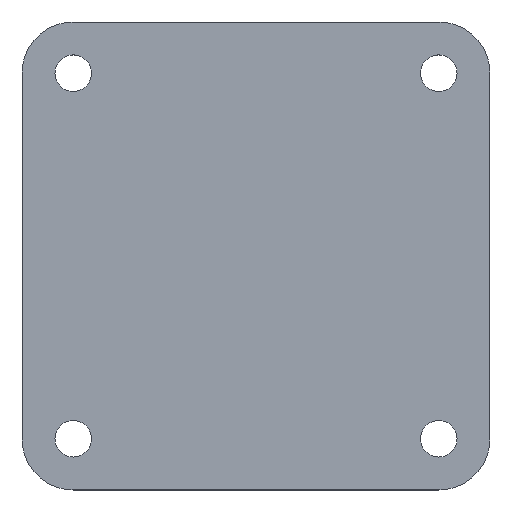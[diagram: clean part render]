
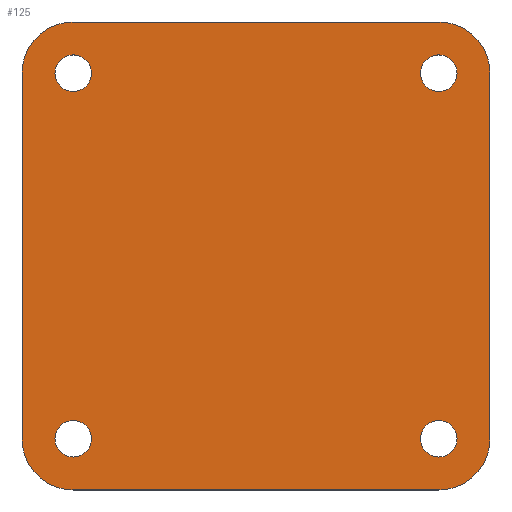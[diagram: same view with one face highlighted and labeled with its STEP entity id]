
A CAD part, top view. The second image highlights one B-rep face of the part: STEP entity #125.
In plain terms, the highlighted planar face has unit normal (0, 0, 1).
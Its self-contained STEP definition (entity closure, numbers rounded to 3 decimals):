
#3 = VECTOR ( 'NONE', #62, 1000. ) ;
#6 = CARTESIAN_POINT ( 'NONE',  ( -25., 0., 0.3 ) ) ;
#10 = EDGE_CURVE ( 'NONE', #411, #411, #444, .T. ) ;
#14 = ORIENTED_EDGE ( 'NONE', *, *, #24, .T. ) ;
#16 = FACE_OUTER_BOUND ( 'NONE', #258, .T. ) ;
#24 = EDGE_CURVE ( 'NONE', #28, #281, #347, .T. ) ;
#25 = CARTESIAN_POINT ( 'NONE',  ( 25., 64., 0.3 ) ) ;
#28 = VERTEX_POINT ( 'NONE', #118 ) ;
#32 = DIRECTION ( 'NONE',  ( 1., 0., 0. ) ) ;
#44 = AXIS2_PLACEMENT_3D ( 'NONE', #350, #134, #387 ) ;
#48 = ORIENTED_EDGE ( 'NONE', *, *, #349, .T. ) ;
#50 = CARTESIAN_POINT ( 'NONE',  ( -25., 64., 0.3 ) ) ;
#55 = CARTESIAN_POINT ( 'NONE',  ( 27.5, 57., 0.3 ) ) ;
#56 = ORIENTED_EDGE ( 'NONE', *, *, #375, .F. ) ;
#58 = CARTESIAN_POINT ( 'NONE',  ( 32., 7., 0.3 ) ) ;
#62 = DIRECTION ( 'NONE',  ( 1., 0., 0. ) ) ;
#66 = CARTESIAN_POINT ( 'NONE',  ( 32., 7., 0.3 ) ) ;
#68 = DIRECTION ( 'NONE',  ( -1., 0., 0. ) ) ;
#73 = EDGE_CURVE ( 'NONE', #281, #447, #380, .T. ) ;
#76 = EDGE_CURVE ( 'NONE', #447, #197, #193, .T. ) ;
#79 = DIRECTION ( 'NONE',  ( 0., 0., 1. ) ) ;
#87 = CARTESIAN_POINT ( 'NONE',  ( -22.5, 7., 0.3 ) ) ;
#88 = DIRECTION ( 'NONE',  ( 0., 0., 1. ) ) ;
#91 = PLANE ( 'NONE',  #269 ) ;
#95 = AXIS2_PLACEMENT_3D ( 'NONE', #172, #426, #214 ) ;
#97 = ORIENTED_EDGE ( 'NONE', *, *, #76, .T. ) ;
#104 = FACE_BOUND ( 'NONE', #305, .T. ) ;
#108 = VERTEX_POINT ( 'NONE', #371 ) ;
#110 = VECTOR ( 'NONE', #68, 1000. ) ;
#116 = VECTOR ( 'NONE', #149, 1000. ) ;
#117 = AXIS2_PLACEMENT_3D ( 'NONE', #467, #257, #32 ) ;
#118 = CARTESIAN_POINT ( 'NONE',  ( -32., 7., 0.3 ) ) ;
#120 = ORIENTED_EDGE ( 'NONE', *, *, #181, .T. ) ;
#124 = EDGE_CURVE ( 'NONE', #197, #191, #395, .T. ) ;
#125 = ADVANCED_FACE ( 'NONE', ( #311, #104, #16, #223, #410 ), #91, .T. ) ;
#134 = DIRECTION ( 'NONE',  ( 0., 0., 1. ) ) ;
#149 = DIRECTION ( 'NONE',  ( 0., -1., 0. ) ) ;
#150 = AXIS2_PLACEMENT_3D ( 'NONE', #302, #79, #336 ) ;
#160 = DIRECTION ( 'NONE',  ( 0., 0., 1. ) ) ;
#162 = VERTEX_POINT ( 'NONE', #25 ) ;
#164 = DIRECTION ( 'NONE',  ( 0., 0., 1. ) ) ;
#165 = CARTESIAN_POINT ( 'NONE',  ( -22.5, 57., 0.3 ) ) ;
#167 = AXIS2_PLACEMENT_3D ( 'NONE', #202, #450, #243 ) ;
#172 = CARTESIAN_POINT ( 'NONE',  ( -25., 7., 0.3 ) ) ;
#177 = EDGE_LOOP ( 'NONE', ( #270 ) ) ;
#179 = DIRECTION ( 'NONE',  ( 0., 0., 1. ) ) ;
#181 = EDGE_CURVE ( 'NONE', #191, #162, #235, .T. ) ;
#191 = VERTEX_POINT ( 'NONE', #286 ) ;
#193 = CIRCLE ( 'NONE', #199, 7. ) ;
#197 = VERTEX_POINT ( 'NONE', #66 ) ;
#199 = AXIS2_PLACEMENT_3D ( 'NONE', #392, #179, #431 ) ;
#202 = CARTESIAN_POINT ( 'NONE',  ( -25., 57., 0.3 ) ) ;
#205 = CIRCLE ( 'NONE', #225, 7. ) ;
#214 = DIRECTION ( 'NONE',  ( 1., 0., 0. ) ) ;
#215 = LINE ( 'NONE', #222, #110 ) ;
#222 = CARTESIAN_POINT ( 'NONE',  ( 25., 64., 0.3 ) ) ;
#223 = FACE_BOUND ( 'NONE', #177, .T. ) ;
#225 = AXIS2_PLACEMENT_3D ( 'NONE', #376, #164, #279 ) ;
#228 = ORIENTED_EDGE ( 'NONE', *, *, #340, .F. ) ;
#235 = CIRCLE ( 'NONE', #289, 7. ) ;
#239 = VERTEX_POINT ( 'NONE', #50 ) ;
#243 = DIRECTION ( 'NONE',  ( 1., 0., 0. ) ) ;
#257 = DIRECTION ( 'NONE',  ( 0., 0., 1. ) ) ;
#258 = EDGE_LOOP ( 'NONE', ( #97, #303, #120, #48, #341, #275, #14, #439 ) ) ;
#269 = AXIS2_PLACEMENT_3D ( 'NONE', #313, #88, #344 ) ;
#270 = ORIENTED_EDGE ( 'NONE', *, *, #317, .F. ) ;
#275 = ORIENTED_EDGE ( 'NONE', *, *, #446, .T. ) ;
#278 = DIRECTION ( 'NONE',  ( 0., 1., 0. ) ) ;
#279 = DIRECTION ( 'NONE',  ( 1., 0., 0. ) ) ;
#281 = VERTEX_POINT ( 'NONE', #331 ) ;
#282 = CIRCLE ( 'NONE', #117, 2.5 ) ;
#286 = CARTESIAN_POINT ( 'NONE',  ( 32., 57., 0.3 ) ) ;
#289 = AXIS2_PLACEMENT_3D ( 'NONE', #370, #160, #348 ) ;
#294 = CIRCLE ( 'NONE', #44, 2.5 ) ;
#297 = VERTEX_POINT ( 'NONE', #377 ) ;
#298 = EDGE_LOOP ( 'NONE', ( #432 ) ) ;
#299 = VECTOR ( 'NONE', #278, 1000. ) ;
#302 = CARTESIAN_POINT ( 'NONE',  ( -25., 7., 0.3 ) ) ;
#303 = ORIENTED_EDGE ( 'NONE', *, *, #124, .T. ) ;
#305 = EDGE_LOOP ( 'NONE', ( #56 ) ) ;
#311 = FACE_BOUND ( 'NONE', #298, .T. ) ;
#312 = LINE ( 'NONE', #361, #116 ) ;
#313 = CARTESIAN_POINT ( 'NONE',  ( 25., 7., 0.3 ) ) ;
#316 = CIRCLE ( 'NONE', #167, 2.5 ) ;
#317 = EDGE_CURVE ( 'NONE', #404, #404, #294, .T. ) ;
#328 = CARTESIAN_POINT ( 'NONE',  ( 25., 0., 0.3 ) ) ;
#331 = CARTESIAN_POINT ( 'NONE',  ( -25., 0., 0.3 ) ) ;
#336 = DIRECTION ( 'NONE',  ( 1., 0., 0. ) ) ;
#340 = EDGE_CURVE ( 'NONE', #297, #297, #282, .T. ) ;
#341 = ORIENTED_EDGE ( 'NONE', *, *, #401, .T. ) ;
#344 = DIRECTION ( 'NONE',  ( 1., 0., 0. ) ) ;
#345 = VERTEX_POINT ( 'NONE', #165 ) ;
#347 = CIRCLE ( 'NONE', #150, 7. ) ;
#348 = DIRECTION ( 'NONE',  ( 1., 0., 0. ) ) ;
#349 = EDGE_CURVE ( 'NONE', #162, #239, #215, .T. ) ;
#350 = CARTESIAN_POINT ( 'NONE',  ( 25., 57., 0.3 ) ) ;
#361 = CARTESIAN_POINT ( 'NONE',  ( -32., 57., 0.3 ) ) ;
#370 = CARTESIAN_POINT ( 'NONE',  ( 25., 57., 0.3 ) ) ;
#371 = CARTESIAN_POINT ( 'NONE',  ( -32., 57., 0.3 ) ) ;
#375 = EDGE_CURVE ( 'NONE', #345, #345, #316, .T. ) ;
#376 = CARTESIAN_POINT ( 'NONE',  ( -25., 57., 0.3 ) ) ;
#377 = CARTESIAN_POINT ( 'NONE',  ( 27.5, 7., 0.3 ) ) ;
#380 = LINE ( 'NONE', #6, #3 ) ;
#387 = DIRECTION ( 'NONE',  ( 1., 0., 0. ) ) ;
#392 = CARTESIAN_POINT ( 'NONE',  ( 25., 7., 0.3 ) ) ;
#395 = LINE ( 'NONE', #58, #299 ) ;
#401 = EDGE_CURVE ( 'NONE', #239, #108, #205, .T. ) ;
#404 = VERTEX_POINT ( 'NONE', #55 ) ;
#410 = FACE_BOUND ( 'NONE', #418, .T. ) ;
#411 = VERTEX_POINT ( 'NONE', #87 ) ;
#418 = EDGE_LOOP ( 'NONE', ( #228 ) ) ;
#426 = DIRECTION ( 'NONE',  ( 0., 0., 1. ) ) ;
#431 = DIRECTION ( 'NONE',  ( 1., 0., 0. ) ) ;
#432 = ORIENTED_EDGE ( 'NONE', *, *, #10, .F. ) ;
#439 = ORIENTED_EDGE ( 'NONE', *, *, #73, .T. ) ;
#444 = CIRCLE ( 'NONE', #95, 2.5 ) ;
#446 = EDGE_CURVE ( 'NONE', #108, #28, #312, .T. ) ;
#447 = VERTEX_POINT ( 'NONE', #328 ) ;
#450 = DIRECTION ( 'NONE',  ( 0., 0., 1. ) ) ;
#467 = CARTESIAN_POINT ( 'NONE',  ( 25., 7., 0.3 ) ) ;
